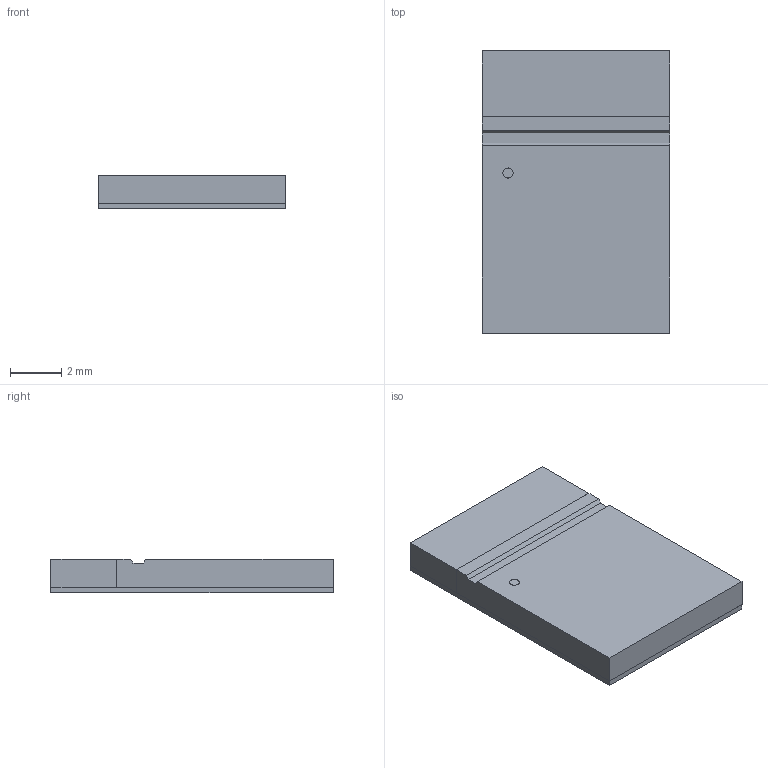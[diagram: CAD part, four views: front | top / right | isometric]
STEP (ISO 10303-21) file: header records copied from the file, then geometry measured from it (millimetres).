
FILE_DESCRIPTION(('FreeCAD Model'),'2;1');
FILE_NAME('STM32WB5MMG.step','2021-06-24T13:34:40',('Author'),(''), 'Open CASCADE STEP processor 7.3','FreeCAD','Unknown');
FILE_SCHEMA(('AUTOMOTIVE_DESIGN { 1 0 10303 214 1 1 1 1 }'));
Length unit declared in the file: millimetre
Products named in the file (3): Body; Body002; Body001
Bounding box: 7.3 x 11 x 1.31 mm (x, y, z)
Volume: 104.8 mm3; surface area: 351.8 mm2
Topology: 3 solids, 3 shells, 25 faces, 53 edges, 34 vertices
Faces by surface type: plane 23, cylinder 2
Full cylindrical faces by diameter (mm): 0.4 x2
Entity records: 1417 total; most frequent: CARTESIAN_POINT 231, DIRECTION 213, LINE 151, VECTOR 151, ORIENTED_EDGE 106, PCURVE 106, DEFINITIONAL_REPRESENTATION 106, EDGE_CURVE 53
